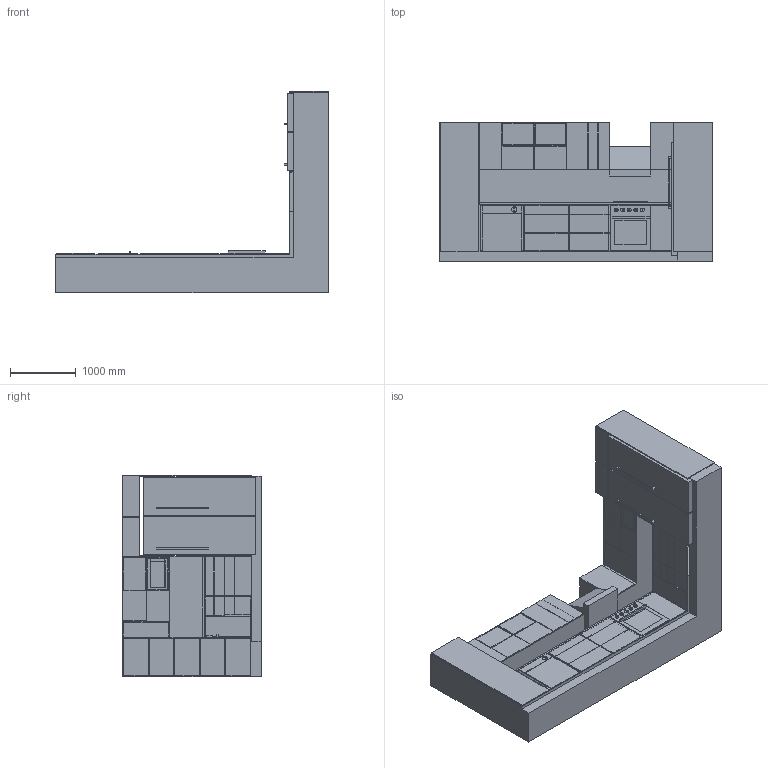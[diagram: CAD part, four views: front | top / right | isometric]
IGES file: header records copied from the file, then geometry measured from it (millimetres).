
Global section: file name: No Iges File Name specified; native system: AutoDesk Inventor R12.0; preprocessor: AutoDesk Inventor Iges Exporter R12.0; date: 20130315.145032; units: millimetre
Bounding box: 4148 x 2110 x 3065 mm (x, y, z)
Volume: 3875864305.6 mm3; surface area: 94852799.7 mm2
Topology: 40 solids, 40 shells, 520 faces, 1221 edges, 798 vertices
Faces by surface type: plane 492, cylinder 24, revolution 4
